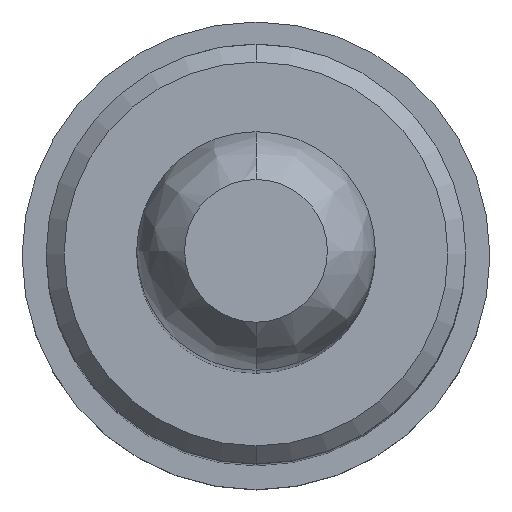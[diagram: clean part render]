
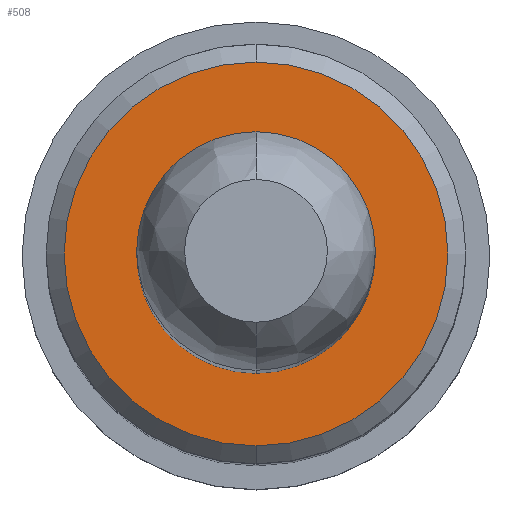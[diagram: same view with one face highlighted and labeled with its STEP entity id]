
A CAD part, top view. The second image highlights one B-rep face of the part: STEP entity #508.
In plain terms, the highlighted planar face has unit normal (0, 0, 1).
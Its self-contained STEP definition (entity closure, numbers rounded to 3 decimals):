
#51=CARTESIAN_POINT('',(0.,0.,0.5));
#52=DIRECTION('',(0.,0.,1.));
#53=DIRECTION('',(0.,1.,0.));
#54=AXIS2_PLACEMENT_3D('',#51,#52,#53);
#69=CARTESIAN_POINT('',(0.,0.,0.5));
#70=DIRECTION('',(0.,0.,-1.));
#71=DIRECTION('',(0.,1.,0.));
#72=AXIS2_PLACEMENT_3D('',#69,#70,#71);
#79=CARTESIAN_POINT('',(0.,0.,0.5));
#80=DIRECTION('',(0.,0.,-1.));
#81=DIRECTION('',(0.,1.,0.));
#82=AXIS2_PLACEMENT_3D('',#79,#80,#81);
#92=CARTESIAN_POINT('',(0.,0.,0.5));
#93=DIRECTION('',(0.,0.,1.));
#94=DIRECTION('',(0.,1.,0.));
#95=AXIS2_PLACEMENT_3D('',#92,#93,#94);
#359=CARTESIAN_POINT('',(0.,0.995,0.5));
#361=VERTEX_POINT('',#359);
#365=CARTESIAN_POINT('',(0.,-0.995,0.5));
#367=VERTEX_POINT('',#365);
#423=CARTESIAN_POINT('',(0.,1.6,0.5));
#424=CARTESIAN_POINT('',(0.,-1.6,0.5));
#425=VERTEX_POINT('',#423);
#426=VERTEX_POINT('',#424);
#492=CARTESIAN_POINT('',(0.,0.,0.5));
#493=DIRECTION('',(0.,0.,-1.));
#494=DIRECTION('',(0.,-1.,0.));
#495=AXIS2_PLACEMENT_3D('',#492,#493,#494);
#496=PLANE('',#495);
#497=ORIENTED_EDGE('',*,*,#482,.F.);
#499=ORIENTED_EDGE('',*,*,#498,.T.);
#500=EDGE_LOOP('',(#497,#499));
#501=FACE_OUTER_BOUND('',#500,.F.);
#503=ORIENTED_EDGE('',*,*,#502,.F.);
#505=ORIENTED_EDGE('',*,*,#504,.T.);
#506=EDGE_LOOP('',(#503,#505));
#507=FACE_BOUND('',#506,.F.);
#55=CIRCLE('',#54,1.6);
#73=CIRCLE('',#72,1.6);
#83=CIRCLE('',#82,0.995);
#96=CIRCLE('',#95,0.995);
#482=EDGE_CURVE('',#425,#426,#55,.T.);
#498=EDGE_CURVE('',#425,#426,#73,.T.);
#502=EDGE_CURVE('',#361,#367,#83,.T.);
#504=EDGE_CURVE('',#361,#367,#96,.T.);
#508=ADVANCED_FACE('',(#501,#507),#496,.F.);
